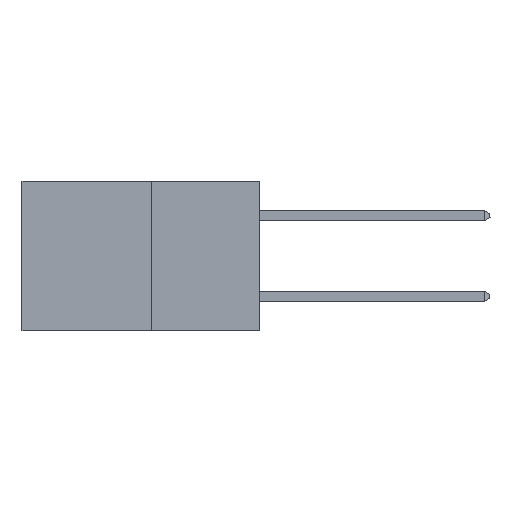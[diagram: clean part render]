
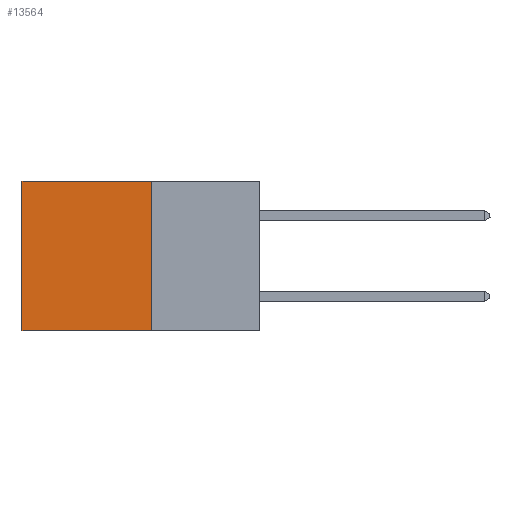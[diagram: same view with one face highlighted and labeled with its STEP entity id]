
A CAD part, left-side view. The second image highlights one B-rep face of the part: STEP entity #13564.
In plain terms, the highlighted planar face has unit normal (-1, 0, 0).
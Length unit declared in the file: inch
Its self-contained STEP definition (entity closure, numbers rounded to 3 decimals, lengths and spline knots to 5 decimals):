
#45 = PLANE ( 'NONE',  #6186 ) ;
#258 = CARTESIAN_POINT ( 'NONE',  ( 0.277, 0.59, -0.37 ) ) ;
#438 = VECTOR ( 'NONE', #7025, 39.37008 ) ;
#958 = LINE ( 'NONE', #11693, #6739 ) ;
#1026 = CARTESIAN_POINT ( 'NONE',  ( 0.277, 0.27, 0. ) ) ;
#1684 = ORIENTED_EDGE ( 'NONE', *, *, #2785, .T. ) ;
#2088 = ORIENTED_EDGE ( 'NONE', *, *, #12626, .F. ) ;
#2477 = DIRECTION ( 'NONE',  ( 1., 0., 0. ) ) ;
#2677 = CARTESIAN_POINT ( 'NONE',  ( 0.277, 0.27, -0.37 ) ) ;
#2785 = EDGE_CURVE ( 'NONE', #12726, #6137, #12616, .T. ) ;
#2943 = VECTOR ( 'NONE', #14911, 39.37008 ) ;
#3263 = CARTESIAN_POINT ( 'NONE',  ( 0.277, 0.27, -0.37 ) ) ;
#3413 = VERTEX_POINT ( 'NONE', #2677 ) ;
#3804 = VECTOR ( 'NONE', #13589, 39.37008 ) ;
#4213 = CARTESIAN_POINT ( 'NONE',  ( 0.277, 0.59, 0. ) ) ;
#4462 = LINE ( 'NONE', #3263, #438 ) ;
#4475 = CARTESIAN_POINT ( 'NONE',  ( 0.277, 0.27, 0. ) ) ;
#4769 = EDGE_LOOP ( 'NONE', ( #10114, #9426, #2088, #1684 ) ) ;
#6137 = VERTEX_POINT ( 'NONE', #4213 ) ;
#6186 = AXIS2_PLACEMENT_3D ( 'NONE', #9862, #2477, #11047 ) ;
#6739 = VECTOR ( 'NONE', #12876, 39.37008 ) ;
#7025 = DIRECTION ( 'NONE',  ( 0., 0., -1. ) ) ;
#7124 = LINE ( 'NONE', #10058, #3804 ) ;
#8407 = VERTEX_POINT ( 'NONE', #258 ) ;
#8679 = EDGE_CURVE ( 'NONE', #3413, #8407, #958, .T. ) ;
#9104 = EDGE_CURVE ( 'NONE', #6137, #8407, #7124, .T. ) ;
#9426 = ORIENTED_EDGE ( 'NONE', *, *, #8679, .F. ) ;
#9862 = CARTESIAN_POINT ( 'NONE',  ( 0.277, 0.27, -0.37 ) ) ;
#10058 = CARTESIAN_POINT ( 'NONE',  ( 0.277, 0.59, -0.37 ) ) ;
#10114 = ORIENTED_EDGE ( 'NONE', *, *, #9104, .T. ) ;
#11047 = DIRECTION ( 'NONE',  ( 0., 0., -1. ) ) ;
#11693 = CARTESIAN_POINT ( 'NONE',  ( 0.277, 0.27, -0.37 ) ) ;
#12616 = LINE ( 'NONE', #4475, #2943 ) ;
#12626 = EDGE_CURVE ( 'NONE', #12726, #3413, #4462, .T. ) ;
#12726 = VERTEX_POINT ( 'NONE', #1026 ) ;
#12876 = DIRECTION ( 'NONE',  ( 0., 1., 0. ) ) ;
#13564 = ADVANCED_FACE ( 'NONE', ( #14223 ), #45, .F. ) ;
#13589 = DIRECTION ( 'NONE',  ( 0., 0., -1. ) ) ;
#14223 = FACE_OUTER_BOUND ( 'NONE', #4769, .T. ) ;
#14911 = DIRECTION ( 'NONE',  ( 0., 1., 0. ) ) ;
